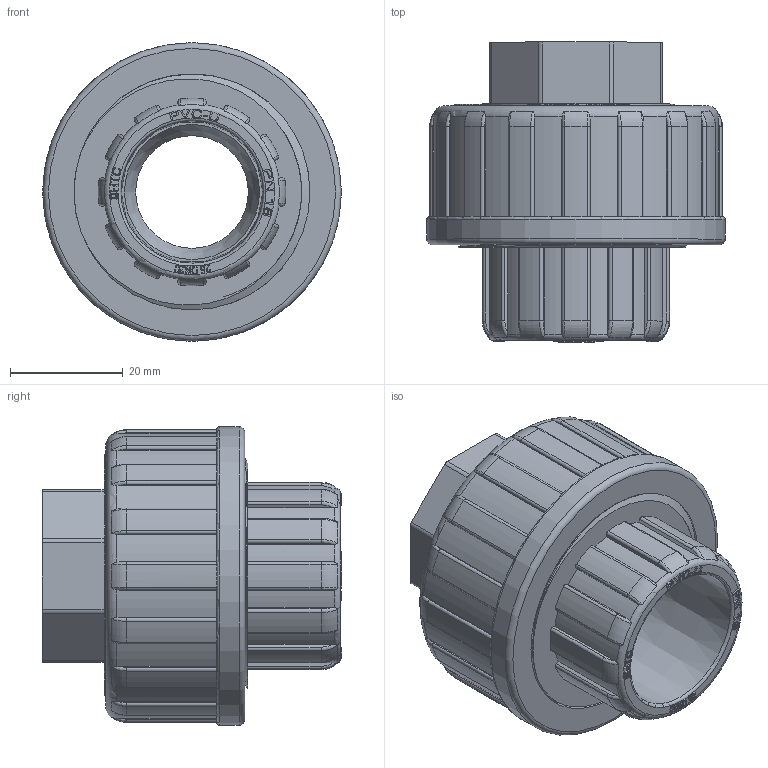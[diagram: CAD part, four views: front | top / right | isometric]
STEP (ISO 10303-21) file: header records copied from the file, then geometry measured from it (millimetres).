
FILE_DESCRIPTION(/* description */ (''),/* implementation_level */ '2;1');
FILE_NAME(/* name */ '25铜制内螺纹.stp',/* time_stamp */ '2025-04-28T10:00:54+08:00',/* author */ (''),/* organization */ (''),/* preprocessor_version */ 'ST-DEVELOPER v16',/* originating_system */ 'SIEMENS PLM Software NX 10.0',/* authorisation */ '');
FILE_SCHEMA (('AUTOMOTIVE_DESIGN { 1 0 10303 214 3 1 1 1 }'));
Length unit declared in the file: millimetre
Products named in the file (1): gelv1FDCC71Dejmj
Bounding box: 53 x 53.25 x 53 mm (x, y, z)
Volume: 48739.5 mm3; surface area: 27610.1 mm2
Topology: 3 solids, 3 shells, 875 faces, 2349 edges, 1524 vertices
Faces by surface type: plane 387, extrusion 219, cylinder 169, bspline 65, torus 33, cone 2
Full cylindrical faces by diameter (mm): 0.732 x1, 0.972 x1, 2.461 x1, 3.231 x1, 20 x1, 21 x1, 24 x1, 26.441 x9, 32.3 x1, 35 x1, 35.2 x1, 38.5 x1, 38.952 x6, 41.91 x8, 53 x1
Entity records: 38551 total; most frequent: CARTESIAN_POINT 19510, ORIENTED_EDGE 4502, DIRECTION 2880, EDGE_CURVE 2251, VERTEX_POINT 1471, B_SPLINE_CURVE_WITH_KNOTS 1341, AXIS2_PLACEMENT_3D 963, VECTOR 954
